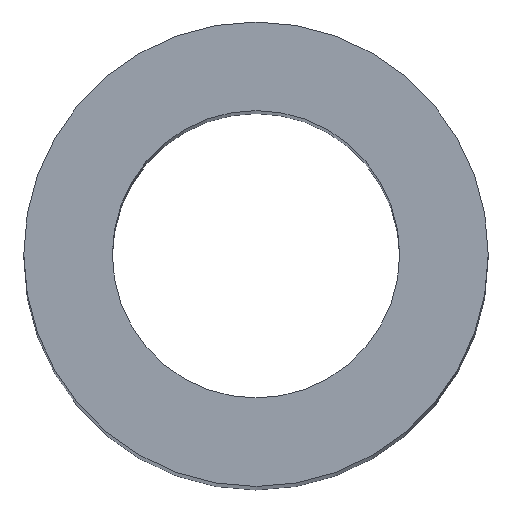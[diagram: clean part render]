
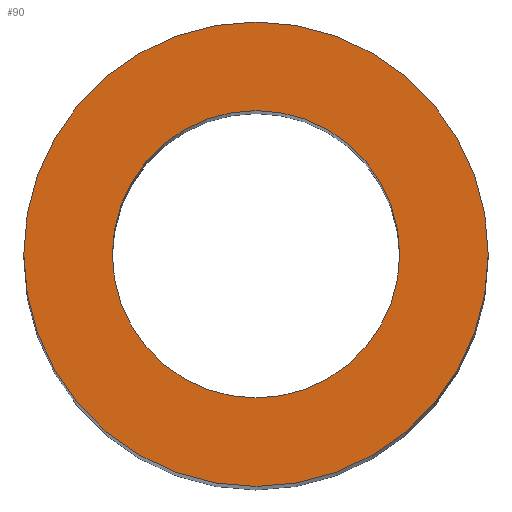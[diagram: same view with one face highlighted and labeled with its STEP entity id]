
A CAD part, top view. The second image highlights one B-rep face of the part: STEP entity #90.
In plain terms, the highlighted planar face has unit normal (0, 0, 1).
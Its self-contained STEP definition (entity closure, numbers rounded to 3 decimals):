
#12 = EDGE_CURVE ( 'NONE', #14, #57, #130, .T. ) ;
#13 = VERTEX_POINT ( 'NONE', #125 ) ;
#14 = VERTEX_POINT ( 'NONE', #124 ) ;
#36 = VERTEX_POINT ( 'NONE', #182 ) ;
#50 = EDGE_CURVE ( 'NONE', #13, #36, #297, .T. ) ;
#57 = VERTEX_POINT ( 'NONE', #247 ) ;
#82 = EDGE_LOOP ( 'NONE', ( #92, #93 ) ) ;
#87 = EDGE_CURVE ( 'NONE', #36, #13, #284, .T. ) ;
#88 = ORIENTED_EDGE ( 'NONE', *, *, #12, .T. ) ;
#89 = EDGE_CURVE ( 'NONE', #57, #14, #279, .T. ) ;
#90 = ADVANCED_FACE ( 'NONE', ( #275, #243 ), #242, .F. ) ;
#92 = ORIENTED_EDGE ( 'NONE', *, *, #87, .T. ) ;
#93 = ORIENTED_EDGE ( 'NONE', *, *, #50, .T. ) ;
#94 = EDGE_LOOP ( 'NONE', ( #88, #106 ) ) ;
#106 = ORIENTED_EDGE ( 'NONE', *, *, #89, .T. ) ;
#124 = CARTESIAN_POINT ( 'NONE',  ( 9.25, 0., 0. ) ) ;
#125 = CARTESIAN_POINT ( 'NONE',  ( 0., -5.722, 0. ) ) ;
#126 = DIRECTION ( 'NONE',  ( 1., 0., 0. ) ) ;
#127 = DIRECTION ( 'NONE',  ( 0., 0., 1. ) ) ;
#128 = CARTESIAN_POINT ( 'NONE',  ( 0., 0., 0. ) ) ;
#129 = AXIS2_PLACEMENT_3D ( 'NONE', #128, #127, #126 ) ;
#130 = CIRCLE ( 'NONE', #129, 9.25 ) ;
#182 = CARTESIAN_POINT ( 'NONE',  ( 0., 5.722, 0. ) ) ;
#210 = CARTESIAN_POINT ( 'NONE',  ( 0., 0., 0. ) ) ;
#237 = DIRECTION ( 'NONE',  ( -1., 0., 0. ) ) ;
#238 = DIRECTION ( 'NONE',  ( 0., 0., -1. ) ) ;
#239 = AXIS2_PLACEMENT_3D ( 'NONE', #241, #238, #237 ) ;
#241 = CARTESIAN_POINT ( 'NONE',  ( 0., 9.25, 0. ) ) ;
#242 = PLANE ( 'NONE',  #239 ) ;
#243 = FACE_OUTER_BOUND ( 'NONE', #94, .T. ) ;
#247 = CARTESIAN_POINT ( 'NONE',  ( -9.25, 0., 0. ) ) ;
#254 = DIRECTION ( 'NONE',  ( 0., 1., 0. ) ) ;
#275 = FACE_BOUND ( 'NONE', #82, .T. ) ;
#276 = DIRECTION ( 'NONE',  ( 1., 0., 0. ) ) ;
#277 = DIRECTION ( 'NONE',  ( 0., 0., 1. ) ) ;
#278 = AXIS2_PLACEMENT_3D ( 'NONE', #285, #277, #276 ) ;
#279 = CIRCLE ( 'NONE', #278, 9.25 ) ;
#280 = DIRECTION ( 'NONE',  ( 0., 1., 0. ) ) ;
#281 = DIRECTION ( 'NONE',  ( 0., 0., -1. ) ) ;
#282 = CARTESIAN_POINT ( 'NONE',  ( 0., 0., 0. ) ) ;
#283 = AXIS2_PLACEMENT_3D ( 'NONE', #282, #281, #280 ) ;
#284 = CIRCLE ( 'NONE', #283, 5.722 ) ;
#285 = CARTESIAN_POINT ( 'NONE',  ( 0., 0., 0. ) ) ;
#292 = AXIS2_PLACEMENT_3D ( 'NONE', #210, #300, #254 ) ;
#297 = CIRCLE ( 'NONE', #292, 5.722 ) ;
#300 = DIRECTION ( 'NONE',  ( 0., 0., -1. ) ) ;
